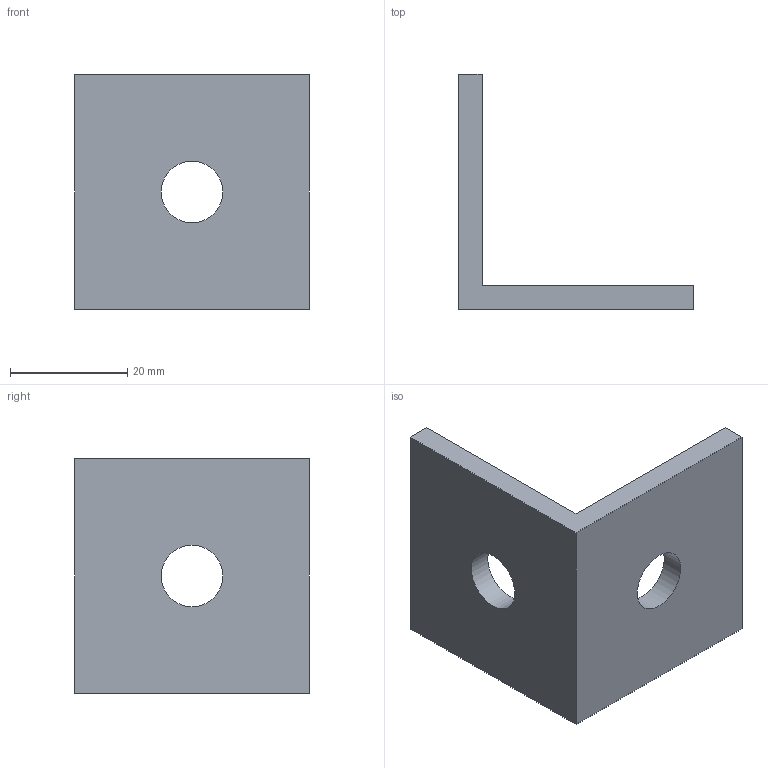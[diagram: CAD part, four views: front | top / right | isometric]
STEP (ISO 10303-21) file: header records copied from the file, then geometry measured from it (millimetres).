
FILE_DESCRIPTION(/* description */ ('Aluwinkel 10 40x40x40x4 schwarz pulverbeschichtet'),/* implementation_level */ '2;1');
FILE_NAME(/* name */ '81587_Aluwinkel_10_40x40x40x4_schwarz_pulverbeschichtet.stp',/* time_stamp */ '2019-01-30T09:42:24+01:00',/* author */ ('jendrek'),/* organization */ (''),/* preprocessor_version */ 'ST-DEVELOPER v17',/* originating_system */ 'Autodesk Inventor 2018',/* authorisation */ '');
FILE_SCHEMA (('AUTOMOTIVE_DESIGN { 1 0 10303 214 3 1 1 }'));
Length unit declared in the file: millimetre
Products named in the file (1): 81587
Bounding box: 40 x 40 x 40 mm (x, y, z)
Volume: 11467.3 mm3; surface area: 6925.5 mm2
Topology: 1 solids, 1 shells, 10 faces, 26 edges, 18 vertices
Faces by surface type: plane 8, cylinder 2
Full cylindrical faces by diameter (mm): 10.5 x2
Entity records: 359 total; most frequent: CARTESIAN_POINT 55, DIRECTION 54, ORIENTED_EDGE 52, EDGE_CURVE 26, LINE 20, VECTOR 20, VERTEX_POINT 18, AXIS2_PLACEMENT_3D 17
